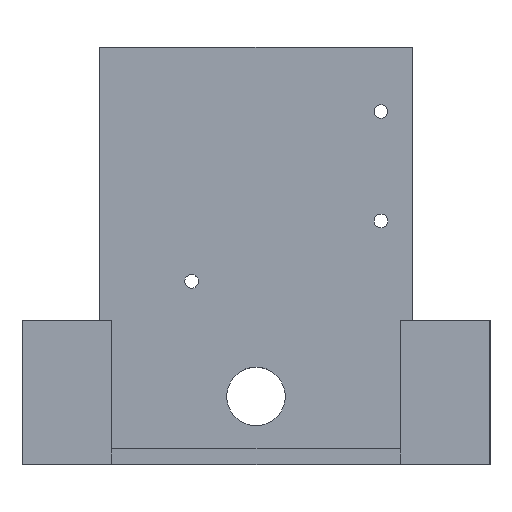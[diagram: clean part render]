
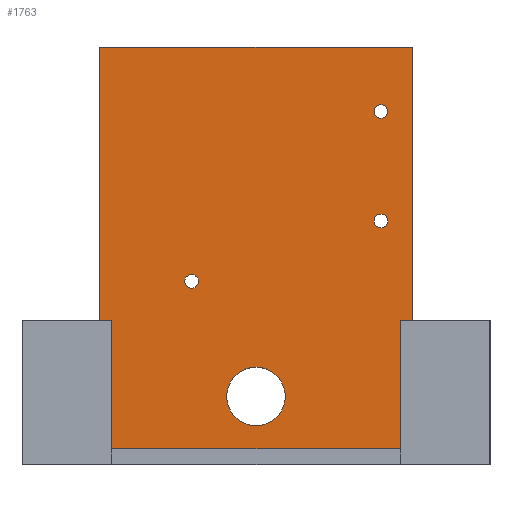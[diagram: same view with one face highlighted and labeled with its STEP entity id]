
A CAD part, top view. The second image highlights one B-rep face of the part: STEP entity #1763.
In plain terms, the highlighted planar face has unit normal (0, 0, 1).
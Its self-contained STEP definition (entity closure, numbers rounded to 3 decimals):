
#17 = CARTESIAN_POINT ( 'NONE',  ( -36.956, 37., -35. ) ) ;
#18 = EDGE_LOOP ( 'NONE', ( #190, #2163 ) ) ;
#40 = DIRECTION ( 'NONE',  ( 0., 0., -1. ) ) ;
#56 = DIRECTION ( 'NONE',  ( -1., 0., 0. ) ) ;
#65 = CARTESIAN_POINT ( 'NONE',  ( -40., 107., -35. ) ) ;
#81 = ORIENTED_EDGE ( 'NONE', *, *, #1424, .T. ) ;
#99 = AXIS2_PLACEMENT_3D ( 'NONE', #906, #739, #549 ) ;
#114 = AXIS2_PLACEMENT_3D ( 'NONE', #1476, #1125, #428 ) ;
#123 = ORIENTED_EDGE ( 'NONE', *, *, #680, .T. ) ;
#139 = LINE ( 'NONE', #1897, #1252 ) ;
#179 = EDGE_LOOP ( 'NONE', ( #1714, #1333 ) ) ;
#185 = VECTOR ( 'NONE', #204, 1000. ) ;
#190 = ORIENTED_EDGE ( 'NONE', *, *, #496, .T. ) ;
#202 = VERTEX_POINT ( 'NONE', #1495 ) ;
#204 = DIRECTION ( 'NONE',  ( -1., 0., 0. ) ) ;
#281 = ORIENTED_EDGE ( 'NONE', *, *, #1510, .T. ) ;
#294 = LINE ( 'NONE', #1485, #1612 ) ;
#320 = CARTESIAN_POINT ( 'NONE',  ( 40., 107., -35. ) ) ;
#328 = VECTOR ( 'NONE', #986, 1000. ) ;
#345 = AXIS2_PLACEMENT_3D ( 'NONE', #1034, #1730, #1554 ) ;
#369 = CARTESIAN_POINT ( 'NONE',  ( 40., 37., -35. ) ) ;
#384 = VERTEX_POINT ( 'NONE', #541 ) ;
#401 = VERTEX_POINT ( 'NONE', #1266 ) ;
#420 = CARTESIAN_POINT ( 'NONE',  ( 33.75, 62.5, -35. ) ) ;
#428 = DIRECTION ( 'NONE',  ( 1., 0., 0. ) ) ;
#435 = EDGE_CURVE ( 'NONE', #902, #1298, #787, .T. ) ;
#459 = EDGE_CURVE ( 'NONE', #1032, #202, #700, .T. ) ;
#474 = EDGE_LOOP ( 'NONE', ( #281, #1010 ) ) ;
#496 = EDGE_CURVE ( 'NONE', #1475, #401, #1199, .T. ) ;
#501 = DIRECTION ( 'NONE',  ( 1., 0., 0. ) ) ;
#511 = CARTESIAN_POINT ( 'NONE',  ( -36.956, 4., -35. ) ) ;
#522 = PLANE ( 'NONE',  #1102 ) ;
#541 = CARTESIAN_POINT ( 'NONE',  ( 36.956, 4., -35. ) ) ;
#549 = DIRECTION ( 'NONE',  ( 1., 0., 0. ) ) ;
#556 = DIRECTION ( 'NONE',  ( 1., 0., 0. ) ) ;
#559 = EDGE_CURVE ( 'NONE', #742, #902, #1465, .T. ) ;
#610 = CARTESIAN_POINT ( 'NONE',  ( 32., 90.5, -35. ) ) ;
#641 = VERTEX_POINT ( 'NONE', #1275 ) ;
#644 = VERTEX_POINT ( 'NONE', #958 ) ;
#650 = VECTOR ( 'NONE', #1611, 1000. ) ;
#656 = CIRCLE ( 'NONE', #773, 1.75 ) ;
#669 = DIRECTION ( 'NONE',  ( 0., 0., -1. ) ) ;
#680 = EDGE_CURVE ( 'NONE', #644, #1560, #2278, .T. ) ;
#687 = AXIS2_PLACEMENT_3D ( 'NONE', #792, #1481, #1164 ) ;
#694 = FACE_BOUND ( 'NONE', #1160, .T. ) ;
#700 = CIRCLE ( 'NONE', #114, 1.75 ) ;
#735 = LINE ( 'NONE', #1415, #1411 ) ;
#739 = DIRECTION ( 'NONE',  ( 0., 0., -1. ) ) ;
#742 = VERTEX_POINT ( 'NONE', #2049 ) ;
#751 = EDGE_CURVE ( 'NONE', #1560, #644, #1685, .T. ) ;
#773 = AXIS2_PLACEMENT_3D ( 'NONE', #918, #1454, #2145 ) ;
#787 = LINE ( 'NONE', #1821, #1999 ) ;
#792 = CARTESIAN_POINT ( 'NONE',  ( -16.5, 47., -35. ) ) ;
#802 = VERTEX_POINT ( 'NONE', #2218 ) ;
#833 = VERTEX_POINT ( 'NONE', #883 ) ;
#847 = CARTESIAN_POINT ( 'NONE',  ( -7.5, 17.5, -35. ) ) ;
#883 = CARTESIAN_POINT ( 'NONE',  ( 7.5, 17.5, -35. ) ) ;
#898 = CARTESIAN_POINT ( 'NONE',  ( 0., 17.5, -35. ) ) ;
#902 = VERTEX_POINT ( 'NONE', #1022 ) ;
#906 = CARTESIAN_POINT ( 'NONE',  ( -16.5, 47., -35. ) ) ;
#907 = DIRECTION ( 'NONE',  ( 0., 0., -1. ) ) ;
#918 = CARTESIAN_POINT ( 'NONE',  ( 32., 62.5, -35. ) ) ;
#931 = EDGE_CURVE ( 'NONE', #401, #1475, #1342, .T. ) ;
#949 = ORIENTED_EDGE ( 'NONE', *, *, #2246, .F. ) ;
#958 = CARTESIAN_POINT ( 'NONE',  ( -18.25, 47., -35. ) ) ;
#965 = ORIENTED_EDGE ( 'NONE', *, *, #435, .F. ) ;
#966 = AXIS2_PLACEMENT_3D ( 'NONE', #1417, #669, #501 ) ;
#971 = EDGE_CURVE ( 'NONE', #384, #1464, #735, .T. ) ;
#983 = VECTOR ( 'NONE', #2197, 1000. ) ;
#986 = DIRECTION ( 'NONE',  ( 0., -1., 0. ) ) ;
#996 = CARTESIAN_POINT ( 'NONE',  ( 36.956, 37., -35. ) ) ;
#1010 = ORIENTED_EDGE ( 'NONE', *, *, #1823, .T. ) ;
#1022 = CARTESIAN_POINT ( 'NONE',  ( -40., 107., -35. ) ) ;
#1032 = VERTEX_POINT ( 'NONE', #420 ) ;
#1034 = CARTESIAN_POINT ( 'NONE',  ( 32., 90.5, -35. ) ) ;
#1060 = CARTESIAN_POINT ( 'NONE',  ( 0., 37., -35. ) ) ;
#1082 = ORIENTED_EDGE ( 'NONE', *, *, #559, .F. ) ;
#1102 = AXIS2_PLACEMENT_3D ( 'NONE', #1060, #1755, #2071 ) ;
#1125 = DIRECTION ( 'NONE',  ( 0., 0., -1. ) ) ;
#1160 = EDGE_LOOP ( 'NONE', ( #123, #1758 ) ) ;
#1164 = DIRECTION ( 'NONE',  ( 1., 0., 0. ) ) ;
#1168 = CARTESIAN_POINT ( 'NONE',  ( -14.75, 47., -35. ) ) ;
#1199 = CIRCLE ( 'NONE', #1778, 1.75 ) ;
#1230 = DIRECTION ( 'NONE',  ( 0., -1., 0. ) ) ;
#1252 = VECTOR ( 'NONE', #1230, 1000. ) ;
#1266 = CARTESIAN_POINT ( 'NONE',  ( 33.75, 90.5, -35. ) ) ;
#1275 = CARTESIAN_POINT ( 'NONE',  ( 36.956, 37., -35. ) ) ;
#1298 = VERTEX_POINT ( 'NONE', #320 ) ;
#1333 = ORIENTED_EDGE ( 'NONE', *, *, #459, .T. ) ;
#1337 = VERTEX_POINT ( 'NONE', #847 ) ;
#1338 = LINE ( 'NONE', #996, #328 ) ;
#1342 = CIRCLE ( 'NONE', #345, 1.75 ) ;
#1388 = CIRCLE ( 'NONE', #1533, 7.5 ) ;
#1401 = FACE_BOUND ( 'NONE', #18, .T. ) ;
#1411 = VECTOR ( 'NONE', #56, 1000. ) ;
#1415 = CARTESIAN_POINT ( 'NONE',  ( -36.956, 4., -35. ) ) ;
#1417 = CARTESIAN_POINT ( 'NONE',  ( 0., 17.5, -35. ) ) ;
#1424 = EDGE_CURVE ( 'NONE', #1800, #1464, #139, .T. ) ;
#1454 = DIRECTION ( 'NONE',  ( 0., 0., -1. ) ) ;
#1464 = VERTEX_POINT ( 'NONE', #511 ) ;
#1465 = LINE ( 'NONE', #65, #983 ) ;
#1475 = VERTEX_POINT ( 'NONE', #1910 ) ;
#1476 = CARTESIAN_POINT ( 'NONE',  ( 32., 62.5, -35. ) ) ;
#1481 = DIRECTION ( 'NONE',  ( 0., 0., -1. ) ) ;
#1485 = CARTESIAN_POINT ( 'NONE',  ( 40., 107., -35. ) ) ;
#1495 = CARTESIAN_POINT ( 'NONE',  ( 30.25, 62.5, -35. ) ) ;
#1510 = EDGE_CURVE ( 'NONE', #1337, #833, #1541, .T. ) ;
#1533 = AXIS2_PLACEMENT_3D ( 'NONE', #898, #907, #1589 ) ;
#1541 = CIRCLE ( 'NONE', #966, 7.5 ) ;
#1554 = DIRECTION ( 'NONE',  ( 1., 0., 0. ) ) ;
#1560 = VERTEX_POINT ( 'NONE', #1168 ) ;
#1568 = FACE_BOUND ( 'NONE', #474, .T. ) ;
#1577 = EDGE_CURVE ( 'NONE', #1298, #802, #294, .T. ) ;
#1589 = DIRECTION ( 'NONE',  ( 1., 0., 0. ) ) ;
#1590 = EDGE_CURVE ( 'NONE', #641, #384, #1338, .T. ) ;
#1611 = DIRECTION ( 'NONE',  ( -1., 0., 0. ) ) ;
#1612 = VECTOR ( 'NONE', #2235, 1000. ) ;
#1641 = LINE ( 'NONE', #369, #650 ) ;
#1685 = CIRCLE ( 'NONE', #687, 1.75 ) ;
#1714 = ORIENTED_EDGE ( 'NONE', *, *, #2288, .T. ) ;
#1730 = DIRECTION ( 'NONE',  ( 0., 0., -1. ) ) ;
#1755 = DIRECTION ( 'NONE',  ( 0., 0., 1. ) ) ;
#1758 = ORIENTED_EDGE ( 'NONE', *, *, #751, .T. ) ;
#1762 = CARTESIAN_POINT ( 'NONE',  ( 40., 37., -35. ) ) ;
#1763 = ADVANCED_FACE ( 'NONE', ( #1568, #2105, #2280, #694, #1401 ), #522, .T. ) ;
#1777 = ORIENTED_EDGE ( 'NONE', *, *, #1577, .F. ) ;
#1778 = AXIS2_PLACEMENT_3D ( 'NONE', #610, #40, #1955 ) ;
#1791 = EDGE_CURVE ( 'NONE', #1800, #742, #1641, .T. ) ;
#1800 = VERTEX_POINT ( 'NONE', #17 ) ;
#1821 = CARTESIAN_POINT ( 'NONE',  ( 40., 107., -35. ) ) ;
#1823 = EDGE_CURVE ( 'NONE', #833, #1337, #1388, .T. ) ;
#1897 = CARTESIAN_POINT ( 'NONE',  ( -36.956, 37., -35. ) ) ;
#1910 = CARTESIAN_POINT ( 'NONE',  ( 30.25, 90.5, -35. ) ) ;
#1953 = ORIENTED_EDGE ( 'NONE', *, *, #1791, .F. ) ;
#1955 = DIRECTION ( 'NONE',  ( 1., 0., 0. ) ) ;
#1999 = VECTOR ( 'NONE', #556, 1000. ) ;
#2049 = CARTESIAN_POINT ( 'NONE',  ( -40., 37., -35. ) ) ;
#2056 = EDGE_LOOP ( 'NONE', ( #2186, #2137, #949, #1777, #965, #1082, #1953, #81 ) ) ;
#2071 = DIRECTION ( 'NONE',  ( 1., 0., 0. ) ) ;
#2105 = FACE_OUTER_BOUND ( 'NONE', #2056, .T. ) ;
#2137 = ORIENTED_EDGE ( 'NONE', *, *, #1590, .F. ) ;
#2145 = DIRECTION ( 'NONE',  ( 1., 0., 0. ) ) ;
#2163 = ORIENTED_EDGE ( 'NONE', *, *, #931, .T. ) ;
#2186 = ORIENTED_EDGE ( 'NONE', *, *, #971, .F. ) ;
#2197 = DIRECTION ( 'NONE',  ( 0., 1., 0. ) ) ;
#2218 = CARTESIAN_POINT ( 'NONE',  ( 40., 37., -35. ) ) ;
#2235 = DIRECTION ( 'NONE',  ( 0., -1., 0. ) ) ;
#2246 = EDGE_CURVE ( 'NONE', #802, #641, #2287, .T. ) ;
#2278 = CIRCLE ( 'NONE', #99, 1.75 ) ;
#2280 = FACE_BOUND ( 'NONE', #179, .T. ) ;
#2287 = LINE ( 'NONE', #1762, #185 ) ;
#2288 = EDGE_CURVE ( 'NONE', #202, #1032, #656, .T. ) ;
